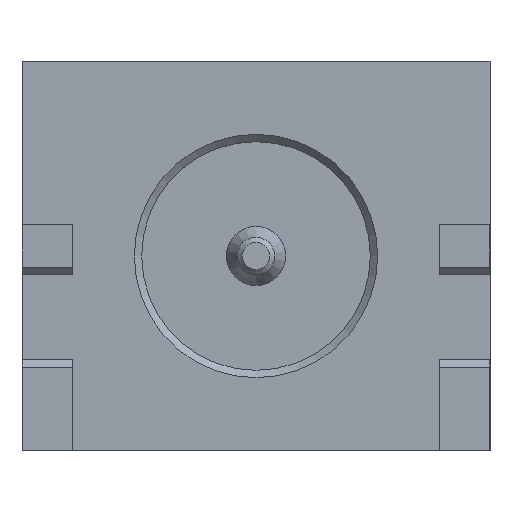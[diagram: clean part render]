
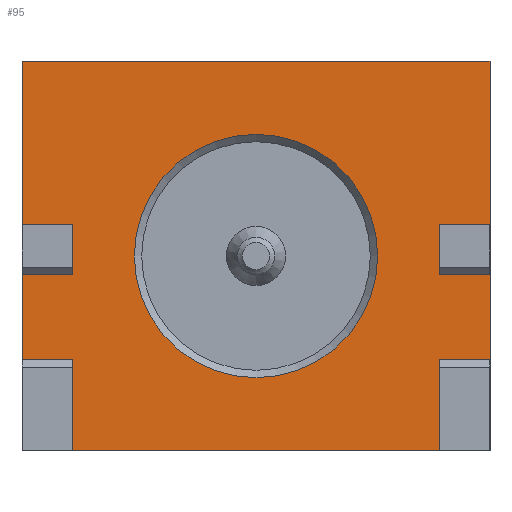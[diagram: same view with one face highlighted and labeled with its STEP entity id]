
A CAD part, left-side view. The second image highlights one B-rep face of the part: STEP entity #95.
In plain terms, the highlighted planar face has unit normal (-1, 0, 0).
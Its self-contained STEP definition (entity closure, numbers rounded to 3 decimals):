
#55 = VERTEX_POINT('',#56);
#56 = CARTESIAN_POINT('',(2.6,-2.475,0.4));
#64 = EDGE_CURVE('',#55,#55,#65,.T.);
#65 = CIRCLE('',#66,2.475);
#66 = AXIS2_PLACEMENT_3D('',#67,#68,#69);
#67 = CARTESIAN_POINT('',(2.6,0.,0.4));
#68 = DIRECTION('',(-1.,0.,0.));
#69 = DIRECTION('',(0.,-1.,0.));
#95 = ADVANCED_FACE('',(#96,#99),#229,.F.);
#96 = FACE_BOUND('',#97,.F.);
#97 = EDGE_LOOP('',(#98));
#98 = ORIENTED_EDGE('',*,*,#64,.T.);
#99 = FACE_BOUND('',#100,.F.);
#100 = EDGE_LOOP('',(#101,#111,#119,#127,#135,#143,#151,#159,#167,#175,
    #183,#191,#199,#207,#215,#223));
#101 = ORIENTED_EDGE('',*,*,#102,.T.);
#102 = EDGE_CURVE('',#103,#105,#107,.T.);
#103 = VERTEX_POINT('',#104);
#104 = CARTESIAN_POINT('',(2.6,3.74,-3.56));
#105 = VERTEX_POINT('',#106);
#106 = CARTESIAN_POINT('',(2.6,3.74,-1.71));
#107 = LINE('',#108,#109);
#108 = CARTESIAN_POINT('',(2.6,3.74,-3.56));
#109 = VECTOR('',#110,1.);
#110 = DIRECTION('',(0.,0.,1.));
#111 = ORIENTED_EDGE('',*,*,#112,.T.);
#112 = EDGE_CURVE('',#105,#113,#115,.T.);
#113 = VERTEX_POINT('',#114);
#114 = CARTESIAN_POINT('',(2.6,4.76,-1.71));
#115 = LINE('',#116,#117);
#116 = CARTESIAN_POINT('',(2.6,3.74,-1.71));
#117 = VECTOR('',#118,1.);
#118 = DIRECTION('',(0.,1.,0.));
#119 = ORIENTED_EDGE('',*,*,#120,.T.);
#120 = EDGE_CURVE('',#113,#121,#123,.T.);
#121 = VERTEX_POINT('',#122);
#122 = CARTESIAN_POINT('',(2.6,4.76,0.02));
#123 = LINE('',#124,#125);
#124 = CARTESIAN_POINT('',(2.6,4.76,-1.71));
#125 = VECTOR('',#126,1.);
#126 = DIRECTION('',(0.,0.,1.));
#127 = ORIENTED_EDGE('',*,*,#128,.T.);
#128 = EDGE_CURVE('',#121,#129,#131,.T.);
#129 = VERTEX_POINT('',#130);
#130 = CARTESIAN_POINT('',(2.6,3.74,0.02));
#131 = LINE('',#132,#133);
#132 = CARTESIAN_POINT('',(2.6,4.76,0.02));
#133 = VECTOR('',#134,1.);
#134 = DIRECTION('',(0.,-1.,0.));
#135 = ORIENTED_EDGE('',*,*,#136,.T.);
#136 = EDGE_CURVE('',#129,#137,#139,.T.);
#137 = VERTEX_POINT('',#138);
#138 = CARTESIAN_POINT('',(2.6,3.74,1.04));
#139 = LINE('',#140,#141);
#140 = CARTESIAN_POINT('',(2.6,3.74,0.02));
#141 = VECTOR('',#142,1.);
#142 = DIRECTION('',(0.,0.,1.));
#143 = ORIENTED_EDGE('',*,*,#144,.T.);
#144 = EDGE_CURVE('',#137,#145,#147,.T.);
#145 = VERTEX_POINT('',#146);
#146 = CARTESIAN_POINT('',(2.6,4.76,1.04));
#147 = LINE('',#148,#149);
#148 = CARTESIAN_POINT('',(2.6,3.74,1.04));
#149 = VECTOR('',#150,1.);
#150 = DIRECTION('',(0.,1.,0.));
#151 = ORIENTED_EDGE('',*,*,#152,.T.);
#152 = EDGE_CURVE('',#145,#153,#155,.T.);
#153 = VERTEX_POINT('',#154);
#154 = CARTESIAN_POINT('',(2.6,4.76,4.36));
#155 = LINE('',#156,#157);
#156 = CARTESIAN_POINT('',(2.6,4.76,1.04));
#157 = VECTOR('',#158,1.);
#158 = DIRECTION('',(0.,0.,1.));
#159 = ORIENTED_EDGE('',*,*,#160,.T.);
#160 = EDGE_CURVE('',#153,#161,#163,.T.);
#161 = VERTEX_POINT('',#162);
#162 = CARTESIAN_POINT('',(2.6,-4.76,4.36));
#163 = LINE('',#164,#165);
#164 = CARTESIAN_POINT('',(2.6,4.76,4.36));
#165 = VECTOR('',#166,1.);
#166 = DIRECTION('',(0.,-1.,0.));
#167 = ORIENTED_EDGE('',*,*,#168,.T.);
#168 = EDGE_CURVE('',#161,#169,#171,.T.);
#169 = VERTEX_POINT('',#170);
#170 = CARTESIAN_POINT('',(2.6,-4.76,1.04));
#171 = LINE('',#172,#173);
#172 = CARTESIAN_POINT('',(2.6,-4.76,4.36));
#173 = VECTOR('',#174,1.);
#174 = DIRECTION('',(0.,0.,-1.));
#175 = ORIENTED_EDGE('',*,*,#176,.T.);
#176 = EDGE_CURVE('',#169,#177,#179,.T.);
#177 = VERTEX_POINT('',#178);
#178 = CARTESIAN_POINT('',(2.6,-3.74,1.04));
#179 = LINE('',#180,#181);
#180 = CARTESIAN_POINT('',(2.6,-4.76,1.04));
#181 = VECTOR('',#182,1.);
#182 = DIRECTION('',(0.,1.,0.));
#183 = ORIENTED_EDGE('',*,*,#184,.T.);
#184 = EDGE_CURVE('',#177,#185,#187,.T.);
#185 = VERTEX_POINT('',#186);
#186 = CARTESIAN_POINT('',(2.6,-3.74,0.02));
#187 = LINE('',#188,#189);
#188 = CARTESIAN_POINT('',(2.6,-3.74,1.04));
#189 = VECTOR('',#190,1.);
#190 = DIRECTION('',(0.,-0.,-1.));
#191 = ORIENTED_EDGE('',*,*,#192,.T.);
#192 = EDGE_CURVE('',#185,#193,#195,.T.);
#193 = VERTEX_POINT('',#194);
#194 = CARTESIAN_POINT('',(2.6,-4.76,0.02));
#195 = LINE('',#196,#197);
#196 = CARTESIAN_POINT('',(2.6,-3.74,0.02));
#197 = VECTOR('',#198,1.);
#198 = DIRECTION('',(0.,-1.,0.));
#199 = ORIENTED_EDGE('',*,*,#200,.T.);
#200 = EDGE_CURVE('',#193,#201,#203,.T.);
#201 = VERTEX_POINT('',#202);
#202 = CARTESIAN_POINT('',(2.6,-4.76,-1.71));
#203 = LINE('',#204,#205);
#204 = CARTESIAN_POINT('',(2.6,-4.76,0.02));
#205 = VECTOR('',#206,1.);
#206 = DIRECTION('',(0.,0.,-1.));
#207 = ORIENTED_EDGE('',*,*,#208,.T.);
#208 = EDGE_CURVE('',#201,#209,#211,.T.);
#209 = VERTEX_POINT('',#210);
#210 = CARTESIAN_POINT('',(2.6,-3.74,-1.71));
#211 = LINE('',#212,#213);
#212 = CARTESIAN_POINT('',(2.6,-4.76,-1.71));
#213 = VECTOR('',#214,1.);
#214 = DIRECTION('',(0.,1.,0.));
#215 = ORIENTED_EDGE('',*,*,#216,.T.);
#216 = EDGE_CURVE('',#209,#217,#219,.T.);
#217 = VERTEX_POINT('',#218);
#218 = CARTESIAN_POINT('',(2.6,-3.74,-3.56));
#219 = LINE('',#220,#221);
#220 = CARTESIAN_POINT('',(2.6,-3.74,-1.71));
#221 = VECTOR('',#222,1.);
#222 = DIRECTION('',(0.,-0.,-1.));
#223 = ORIENTED_EDGE('',*,*,#224,.T.);
#224 = EDGE_CURVE('',#217,#103,#225,.T.);
#225 = LINE('',#226,#227);
#226 = CARTESIAN_POINT('',(2.6,-3.74,-3.56));
#227 = VECTOR('',#228,1.);
#228 = DIRECTION('',(0.,1.,0.));
#229 = PLANE('',#230);
#230 = AXIS2_PLACEMENT_3D('',#231,#232,#233);
#231 = CARTESIAN_POINT('',(2.6,0.,0.51));
#232 = DIRECTION('',(1.,0.,0.));
#233 = DIRECTION('',(0.,0.,-1.));
